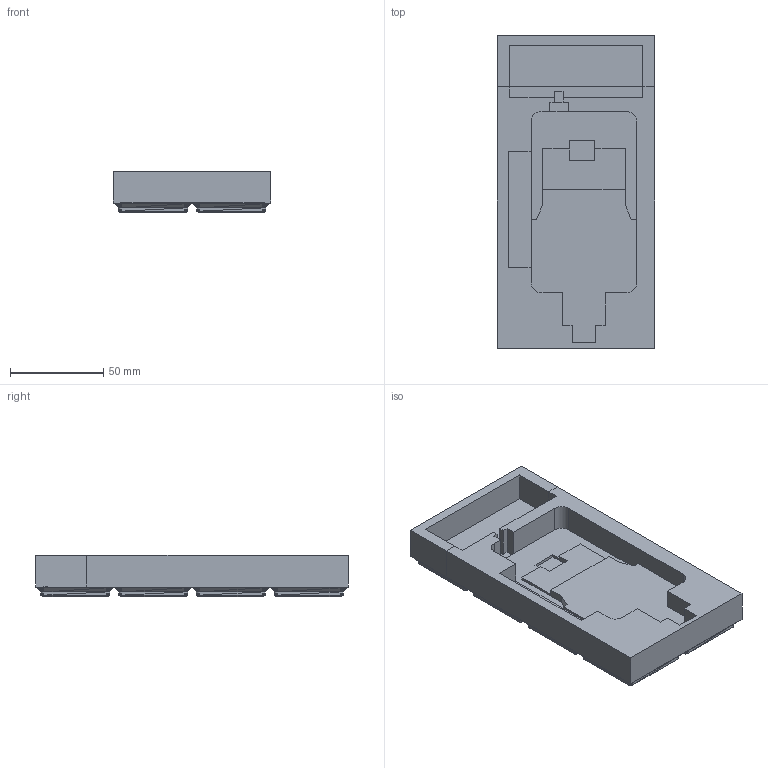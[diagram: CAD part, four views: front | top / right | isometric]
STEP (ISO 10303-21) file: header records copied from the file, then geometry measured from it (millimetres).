
FILE_DESCRIPTION(/* description */ (''),/* implementation_level */ '2;1');
FILE_NAME(/* name */ '切刀托',/* time_stamp */ '2025-08-02T17:24:06+08:00',/* author */ (''),/* organization */ (''),/* preprocessor_version */ 'ST-DEVELOPER v16.5',/* originating_system */ '',/* authorisation */ '');
FILE_SCHEMA (('AUTOMOTIVE_DESIGN'));
Length unit declared in the file: millimetre
Products named in the file (1): Document
Bounding box: 84.46 x 167.38 x 22.19 mm (x, y, z)
Volume: 192131 mm3; surface area: 77254.1 mm2
Topology: 3 solids, 3 shells, 3044 faces, 4756 edges, 1718 vertices
Faces by surface type: bspline 2611, plane 433
Entity records: 56063 total; most frequent: CARTESIAN_POINT 22260, ORIENTED_EDGE 9512, EDGE_CURVE 4756, B_SPLINE_CURVE_WITH_KNOTS 4748, ADVANCED_FACE 3044, FACE_OUTER_BOUND 3044, EDGE_LOOP 3044, B_SPLINE_SURFACE_WITH_KNOTS 2607
